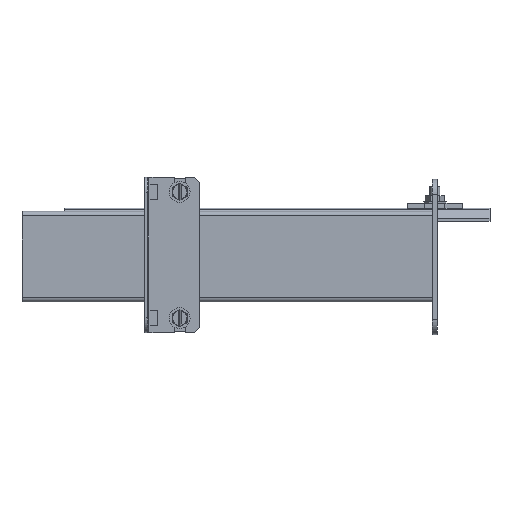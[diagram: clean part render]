
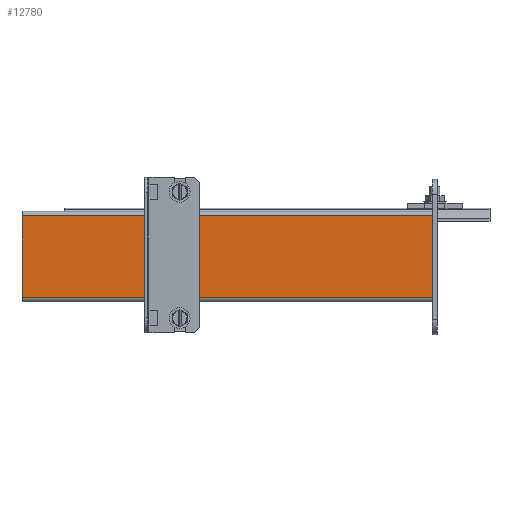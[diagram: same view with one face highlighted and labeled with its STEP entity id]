
A CAD part, left-side view. The second image highlights one B-rep face of the part: STEP entity #12780.
In plain terms, the highlighted planar face has unit normal (-1, 0, 0).
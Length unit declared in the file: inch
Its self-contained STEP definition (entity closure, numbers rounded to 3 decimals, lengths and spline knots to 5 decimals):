
#234 = CARTESIAN_POINT ( 'NONE',  ( -1.13, 5.125, -1.022 ) ) ;
#278 = DIRECTION ( 'NONE',  ( -1., 0., 0. ) ) ;
#441 = VECTOR ( 'NONE', #5476, 39.37008 ) ;
#502 = VECTOR ( 'NONE', #11432, 39.37008 ) ;
#2090 = ORIENTED_EDGE ( 'NONE', *, *, #3138, .T. ) ;
#2415 = VERTEX_POINT ( 'NONE', #11770 ) ;
#2538 = DIRECTION ( 'NONE',  ( 0., 0., -1. ) ) ;
#2675 = CARTESIAN_POINT ( 'NONE',  ( -1.13, 5.125, 1.13 ) ) ;
#2783 = EDGE_LOOP ( 'NONE', ( #8469, #7466, #2090, #10158 ) ) ;
#3103 = FACE_OUTER_BOUND ( 'NONE', #2783, .T. ) ;
#3138 = EDGE_CURVE ( 'NONE', #2415, #9169, #4072, .T. ) ;
#3301 = EDGE_CURVE ( 'NONE', #9169, #5188, #4692, .T. ) ;
#4072 = LINE ( 'NONE', #12470, #502 ) ;
#4692 = LINE ( 'NONE', #4888, #6649 ) ;
#4701 = EDGE_CURVE ( 'NONE', #5188, #9717, #5594, .T. ) ;
#4888 = CARTESIAN_POINT ( 'NONE',  ( -1.13, 5.125, 1.022 ) ) ;
#5188 = VERTEX_POINT ( 'NONE', #12181 ) ;
#5476 = DIRECTION ( 'NONE',  ( 0., -1., 0. ) ) ;
#5594 = LINE ( 'NONE', #2675, #12927 ) ;
#6603 = CARTESIAN_POINT ( 'NONE',  ( -1.13, -5.125, 1.022 ) ) ;
#6649 = VECTOR ( 'NONE', #12120, 39.37008 ) ;
#7466 = ORIENTED_EDGE ( 'NONE', *, *, #10077, .T. ) ;
#7512 = PLANE ( 'NONE',  #11404 ) ;
#7737 = LINE ( 'NONE', #234, #441 ) ;
#8469 = ORIENTED_EDGE ( 'NONE', *, *, #4701, .T. ) ;
#9169 = VERTEX_POINT ( 'NONE', #6603 ) ;
#9717 = VERTEX_POINT ( 'NONE', #11264 ) ;
#9780 = CARTESIAN_POINT ( 'NONE',  ( -1.13, 5.125, 1.13 ) ) ;
#10077 = EDGE_CURVE ( 'NONE', #9717, #2415, #7737, .T. ) ;
#10158 = ORIENTED_EDGE ( 'NONE', *, *, #3301, .T. ) ;
#10611 = DIRECTION ( 'NONE',  ( 0., 0., 1. ) ) ;
#11264 = CARTESIAN_POINT ( 'NONE',  ( -1.13, 5.125, -1.022 ) ) ;
#11404 = AXIS2_PLACEMENT_3D ( 'NONE', #9780, #278, #10611 ) ;
#11432 = DIRECTION ( 'NONE',  ( 0., 0., 1. ) ) ;
#11770 = CARTESIAN_POINT ( 'NONE',  ( -1.13, -5.125, -1.022 ) ) ;
#12120 = DIRECTION ( 'NONE',  ( 0., 1., 0. ) ) ;
#12181 = CARTESIAN_POINT ( 'NONE',  ( -1.13, 5.125, 1.022 ) ) ;
#12470 = CARTESIAN_POINT ( 'NONE',  ( -1.13, -5.125, 1.13 ) ) ;
#12780 = ADVANCED_FACE ( 'NONE', ( #3103 ), #7512, .T. ) ;
#12927 = VECTOR ( 'NONE', #2538, 39.37008 ) ;
